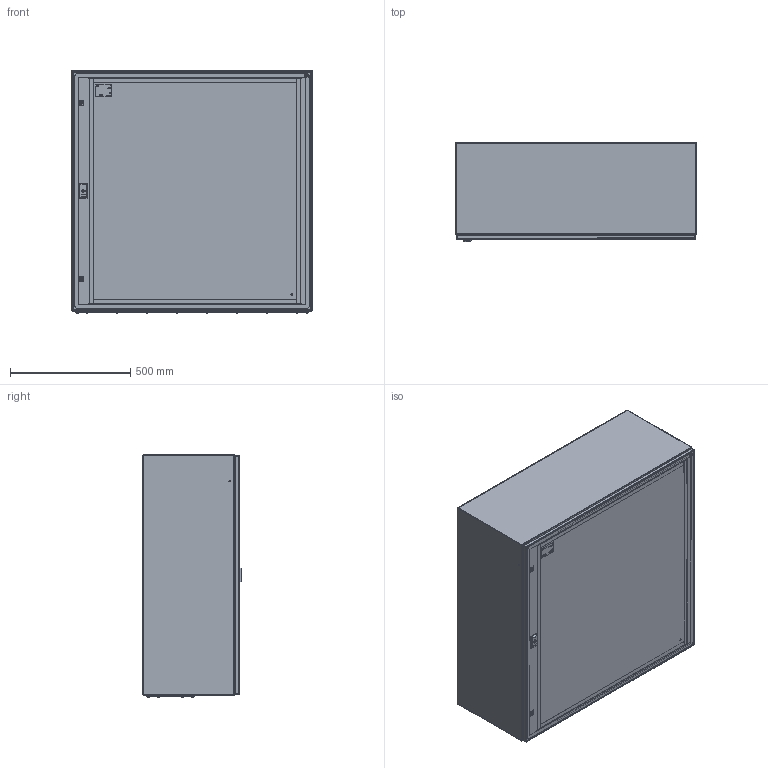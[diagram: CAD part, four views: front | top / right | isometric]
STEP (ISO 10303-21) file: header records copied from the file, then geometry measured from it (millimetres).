
FILE_DESCRIPTION((''),'2;1');
FILE_NAME('GT_100_100_40_ASM_1_ASM','2021-11-04T',('marketing.praksa'),('Audax d.o.o.'),'CREO PARAMETRIC BY PTC INC, 2017480','CREO PARAMETRIC BY PTC INC, 2017480','');
FILE_SCHEMA(('AUTOMOTIVE_DESIGN { 1 0 10303 214 1 1 1 1 }'));
Products named in the file (75): DRZ_266_1_1; DRZ_267_1_1; ZAWIAS_3_ST47_002_ELEMENT-57_13; ZAWIAS_3_ST47_002_ELEMENT-57_14; DRZ_268_1_1; DRZ_269_1_1; DR_270_1_1; DR_271_1_1; ZAWIAS_3_ST47_002_ELEMENT-57_15; DR_272_1_1; DR_273_1_1; DR_274_1_1; DR_276_1_1; DR_277_1_1_1; DR_277_1_2_1; DR_277_1_3_1; ANSI_B27_7M_3CMI-4-57878_1_2__1; ANSI_B27_7M_3CMI-4-57879_1_2__1; ANSI_B27_7M_3CMI-4-57880_1_2__1; DR_278_1_1; DR_279_1_1; D_280_1_1; D_281_1_1; D_282_1_1; D_283_1_1; D_284_1_1; D_285_1_1; D_286_1_1; D_287_1_1; D_288_1_1; D_289_1_1; MANIFOLD_SOLID_BREP_57893_1_1; MANIFOLD_SOLID_BREP_57894_1_1; MANIFOLD_SOLID_BREP_57895_1_1; MANIFOLD_SOLID_BREP_57896_1_1; MANIFOLD_SOLID_BREP_57897_1_1; MANIFOLD_SOLID_BREP_57898_1_1; MANIFOLD_SOLID_BREP_57899_1_1; MANIFOLD_SOLID_BREP_57900_1_1; MANIFOLD_SOLID_BREP_57901_1_1 ...
Assembly tree (85 placements, depth 2):
  GT_100_100_40_ASM_1_ASM
    DRZ_266_1_1
    DRZ_267_1_1
    ZAWIAS_3_ST47_002_ELEMENT-57_13
    ZAWIAS_3_ST47_002_ELEMENT-57_14
    DRZ_268_1_1
    DRZ_269_1_1
    DR_270_1_1
    DR_271_1_1
    ZAWIAS_3_ST47_002_ELEMENT-57_15
    DR_272_1_1
    DR_273_1_1
    DR_274_1_1
    DR_276_1_1
    DR_277_1_1_1
    DR_277_1_2_1
    DR_277_1_3_1
    ANSI_B27_7M_3CMI-4-57878_1_2__1
    ANSI_B27_7M_3CMI-4-57879_1_2__1
    ANSI_B27_7M_3CMI-4-57880_1_2__1
    DR_278_1_1
    DR_279_1_1
    D_280_1_1
    D_281_1_1
    D_282_1_1
    D_283_1_1
    D_284_1_1
    D_285_1_1
    D_286_1_1
    D_287_1_1
    D_288_1_1
    D_289_1_1
    MANIFOLD_SOLID_BREP_57893_1_1
    MANIFOLD_SOLID_BREP_57894_1_1
    MANIFOLD_SOLID_BREP_57895_1_1
    MANIFOLD_SOLID_BREP_57896_1_1
    MANIFOLD_SOLID_BREP_57897_1_1
    MANIFOLD_SOLID_BREP_57898_1_1
    MANIFOLD_SOLID_BREP_57899_1_1
    MANIFOLD_SOLID_BREP_57900_1_1
    MANIFOLD_SOLID_BREP_57901_1_1
    MANIFOLD_SOLID_BREP_57902_1_1
    MANIFOLD_SOLID_BREP_57903_1_1
    MANIFOLD_SOLID_BREP_57904_1_1
    MANIFOLD_SOLID_BREP_57905_1_1
    KOR_GT_100-100-40_1_1_1
    PRZEPUST_1_2_3_4_5_6_7_8_9_1_25
    ZAWIAS_1_2_3_4_5_6_7_8_9_10___2  x3
    TULEJA_1_2_3_4_5_6_7_8_9_10___2  x4
    PLYTA_1_2_3_4_5_6_7_8_9_10_1__4
    NAKRETKA_M8_1_2_3_4_5_6_7_8___5  x4
    ZASLEPKA_10_7_1_2_3_4_5_6_7___7  x4
    ETI_LOGO_1_1_1_1_1_2_3_4_5_6_21
    ETI_LOGO_2_1_1_1_1_2_3_4_5_6_21
    ETI_LOGO_3_1_1_1_1_2_3_4_5_6_21
    SCREWS_100_100_40_1_1_1
    SCREWS_100_100_40_1_1_2
    SCREWS_100_100_40_1_1_3
    SCREWS_100_100_40_1_1_4
    SCREWS_100_100_40_1_1_5
Bounding box: 1000 x 411.88 x 1008.44 mm (x, y, z)
Volume: 7616621.6 mm3; surface area: 10006316.7 mm2
Topology: 64 solids, 104 shells, 3878 faces, 10838 edges, 7257 vertices
Faces by surface type: plane 1700, cylinder 1552, torus 210, cone 152, extrusion 136, sphere 76, bspline 52
Entity records: 160372 total; most frequent: CARTESIAN_POINT 25297, DIRECTION 19190, ORIENTED_EDGE 17823, PRESENTATION_STYLE_ASSIGNMENT 10667, STYLED_ITEM 9760, CURVE_STYLE 8960, EDGE_CURVE 8960, AXIS2_PLACEMENT_3D 7300
